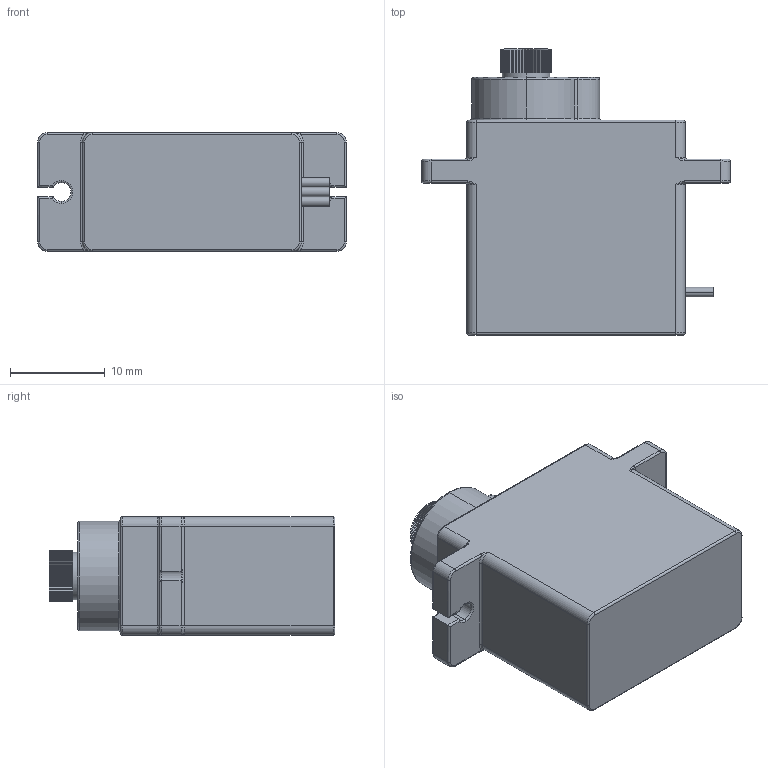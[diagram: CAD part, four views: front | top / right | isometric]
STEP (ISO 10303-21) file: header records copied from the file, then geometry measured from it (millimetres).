
FILE_DESCRIPTION (( 'STEP AP214' ), '1' );
FILE_NAME ('22484ABF-3677-4788-A352-F68F9C7FB5AF.STEP', '2023-08-29T14:13:54', ( '' ), ( '' ), 'SwSTEP 2.0', 'SolidWorks 2022', '' );
FILE_SCHEMA (( 'AUTOMOTIVE_DESIGN' ));
Length unit declared in the file: millimetre
Products named in the file (1): 22484ABF-3677-4788-A352-F68F9C7FB5AF
Bounding box: 32.5 x 30.1 x 12.5 mm (x, y, z)
Volume: 7317.8 mm3; surface area: 2767.4 mm2
Topology: 4 solids, 4 shells, 457 faces, 1252 edges, 798 vertices
Faces by surface type: plane 329, cylinder 70, torus 50, bspline 8
Entity records: 17949 total; most frequent: CARTESIAN_POINT 2796, DIRECTION 2500, ORIENTED_EDGE 2488, EDGE_CURVE 1244, AXIS2_PLACEMENT_3D 838, LINE 824, VECTOR 824, VERTEX_POINT 798
